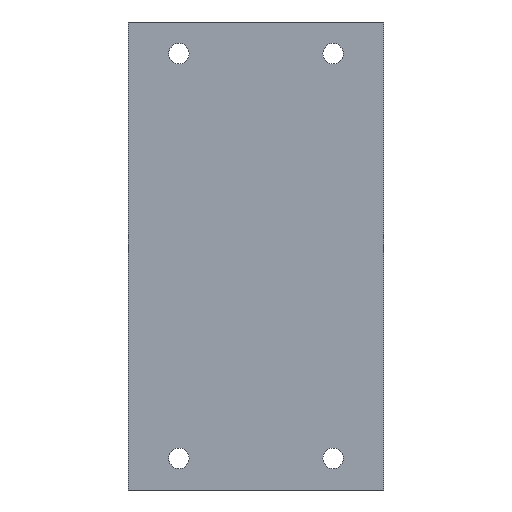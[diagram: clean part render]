
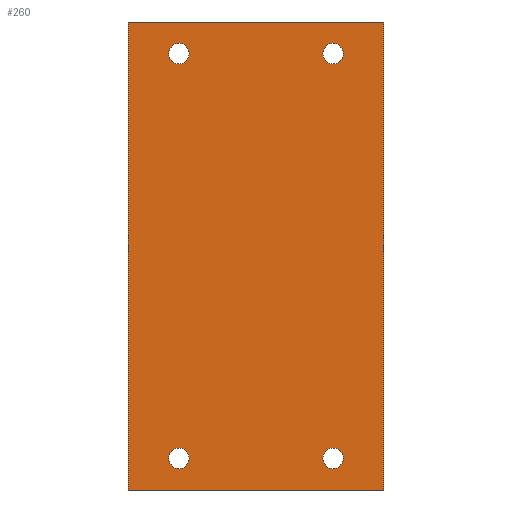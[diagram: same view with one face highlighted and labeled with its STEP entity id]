
A CAD part, front view. The second image highlights one B-rep face of the part: STEP entity #260.
In plain terms, the highlighted planar face has unit normal (0, -1, 0).
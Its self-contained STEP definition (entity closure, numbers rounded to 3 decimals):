
#19=FACE_BOUND('',#64,.T.);
#20=FACE_BOUND('',#65,.T.);
#21=FACE_BOUND('',#66,.T.);
#22=FACE_BOUND('',#67,.T.);
#24=CIRCLE('',#280,0.812);
#26=CIRCLE('',#283,0.812);
#28=CIRCLE('',#287,0.812);
#30=CIRCLE('',#290,0.812);
#46=FACE_OUTER_BOUND('',#63,.T.);
#63=EDGE_LOOP('',(#225,#226,#227,#228));
#64=EDGE_LOOP('',(#229));
#65=EDGE_LOOP('',(#230));
#66=EDGE_LOOP('',(#231));
#67=EDGE_LOOP('',(#232));
#72=LINE('',#375,#97);
#74=LINE('',#381,#99);
#79=LINE('',#398,#104);
#93=LINE('',#433,#118);
#97=VECTOR('',#304,10.);
#99=VECTOR('',#308,10.);
#104=VECTOR('',#327,10.);
#118=VECTOR('',#363,10.);
#119=VERTEX_POINT('',#368);
#122=VERTEX_POINT('',#373);
#124=VERTEX_POINT('',#378);
#125=VERTEX_POINT('',#380);
#128=VERTEX_POINT('',#388);
#130=VERTEX_POINT('',#394);
#135=VERTEX_POINT('',#409);
#137=VERTEX_POINT('',#415);
#144=EDGE_CURVE('',#122,#119,#72,.T.);
#146=EDGE_CURVE('',#124,#125,#74,.T.);
#151=EDGE_CURVE('',#128,#128,#24,.T.);
#154=EDGE_CURVE('',#130,#130,#26,.T.);
#155=EDGE_CURVE('',#122,#125,#79,.T.);
#162=EDGE_CURVE('',#135,#135,#28,.T.);
#165=EDGE_CURVE('',#137,#137,#30,.T.);
#173=EDGE_CURVE('',#119,#124,#93,.T.);
#225=ORIENTED_EDGE('',*,*,#173,.F.);
#226=ORIENTED_EDGE('',*,*,#144,.F.);
#227=ORIENTED_EDGE('',*,*,#155,.T.);
#228=ORIENTED_EDGE('',*,*,#146,.F.);
#229=ORIENTED_EDGE('',*,*,#151,.T.);
#230=ORIENTED_EDGE('',*,*,#154,.T.);
#231=ORIENTED_EDGE('',*,*,#162,.T.);
#232=ORIENTED_EDGE('',*,*,#165,.T.);
#247=PLANE('',#295);
#260=ADVANCED_FACE('',(#46,#19,#20,#21,#22),#247,.T.);
#280=AXIS2_PLACEMENT_3D('',#390,#316,#317);
#283=AXIS2_PLACEMENT_3D('',#396,#323,#324);
#287=AXIS2_PLACEMENT_3D('',#411,#337,#338);
#290=AXIS2_PLACEMENT_3D('',#417,#344,#345);
#295=AXIS2_PLACEMENT_3D('',#432,#361,#362);
#304=DIRECTION('',(0.,0.,1.));
#308=DIRECTION('',(0.,0.,-1.));
#316=DIRECTION('center_axis',(0.,1.,0.));
#317=DIRECTION('ref_axis',(-1.,0.,0.));
#323=DIRECTION('center_axis',(0.,1.,0.));
#324=DIRECTION('ref_axis',(-1.,0.,0.));
#327=DIRECTION('',(1.,0.,0.));
#337=DIRECTION('center_axis',(0.,1.,0.));
#338=DIRECTION('ref_axis',(-1.,0.,0.));
#344=DIRECTION('center_axis',(0.,1.,0.));
#345=DIRECTION('ref_axis',(-1.,0.,0.));
#361=DIRECTION('center_axis',(0.,-1.,0.));
#362=DIRECTION('ref_axis',(-1.,0.,0.));
#363=DIRECTION('',(1.,0.,0.));
#368=CARTESIAN_POINT('',(-5.097,-5.456,5.));
#373=CARTESIAN_POINT('',(-5.097,-5.456,-32.));
#375=CARTESIAN_POINT('',(-5.097,-5.456,0.));
#378=CARTESIAN_POINT('',(15.097,-5.456,5.));
#380=CARTESIAN_POINT('',(15.097,-5.456,-32.));
#381=CARTESIAN_POINT('',(15.097,-5.456,5.));
#388=CARTESIAN_POINT('',(11.908,-5.456,-29.5));
#390=CARTESIAN_POINT('Origin',(11.097,-5.456,-29.5));
#394=CARTESIAN_POINT('',(-0.285,-5.456,-29.5));
#396=CARTESIAN_POINT('Origin',(-1.097,-5.456,-29.5));
#398=CARTESIAN_POINT('',(13.097,-5.456,-32.));
#409=CARTESIAN_POINT('',(11.908,-5.456,2.5));
#411=CARTESIAN_POINT('Origin',(11.097,-5.456,2.5));
#415=CARTESIAN_POINT('',(-0.285,-5.456,2.5));
#417=CARTESIAN_POINT('Origin',(-1.097,-5.456,2.5));
#432=CARTESIAN_POINT('Origin',(12.097,-5.456,5.));
#433=CARTESIAN_POINT('',(6.639,-5.456,5.));
